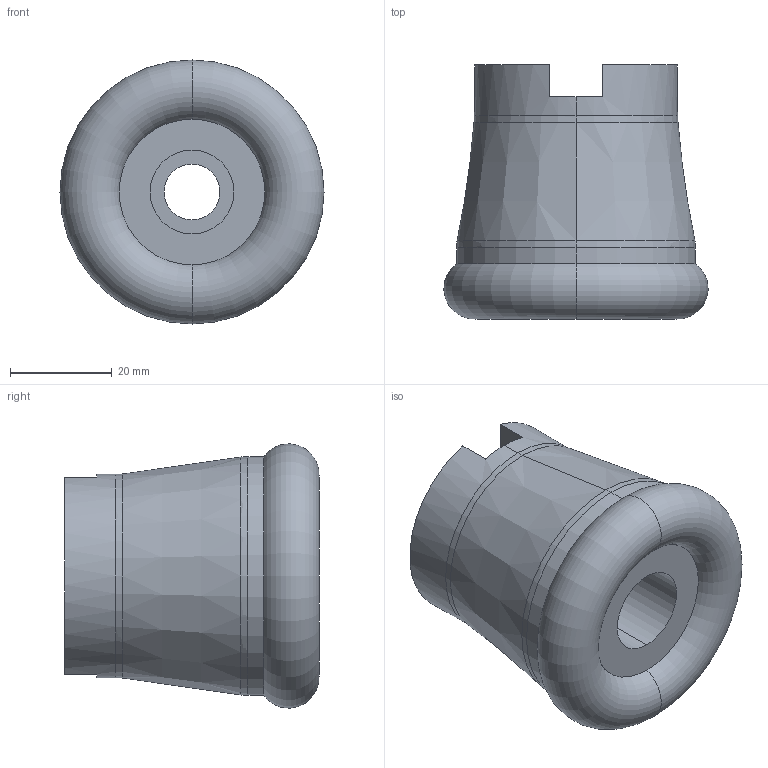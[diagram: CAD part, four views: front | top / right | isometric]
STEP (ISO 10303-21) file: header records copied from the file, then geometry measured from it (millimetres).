
FILE_DESCRIPTION (( 'STEP AP203' ), '1' );
FILE_NAME ('S808-52-50-05-12-.STEP', '2019-04-02T13:30:53', ( '' ), ( '' ), 'SwSTEP 2.0', 'SolidWorks 2018', '' );
FILE_SCHEMA (( 'CONFIG_CONTROL_DESIGN' ));
Length unit declared in the file: millimetre
Products named in the file (1): S808-52-50-05-12-
Bounding box: 51.97 x 50 x 51.97 mm (x, y, z)
Volume: 61416.4 mm3; surface area: 12660.7 mm2
Topology: 1 solids, 1 shells, 33 faces, 80 edges, 50 vertices
Faces by surface type: plane 13, cylinder 12, bspline 4, torus 2, cone 2
Entity records: 1103 total; most frequent: CARTESIAN_POINT 224, DIRECTION 184, ORIENTED_EDGE 160, EDGE_CURVE 80, AXIS2_PLACEMENT_3D 74, VERTEX_POINT 50, CIRCLE 44, VECTOR 36
